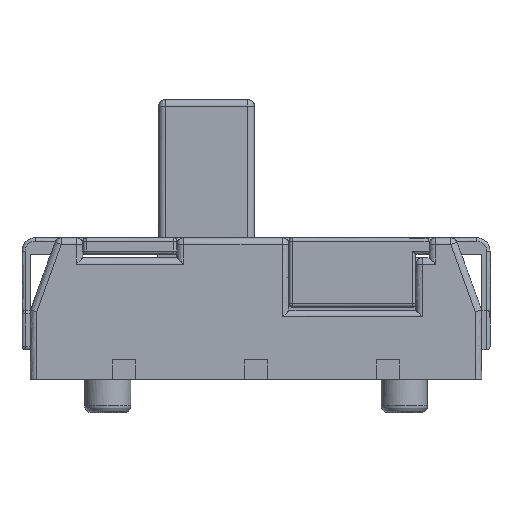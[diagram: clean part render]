
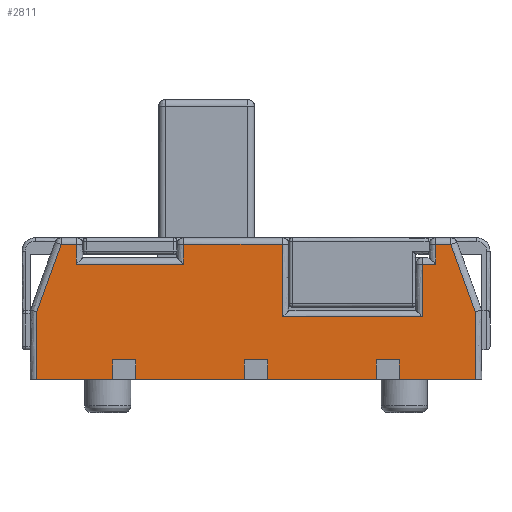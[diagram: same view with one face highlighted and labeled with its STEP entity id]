
A CAD part, front view. The second image highlights one B-rep face of the part: STEP entity #2811.
In plain terms, the highlighted free-form (B-spline) face has degree [1, 1] with [2, 2] control points.
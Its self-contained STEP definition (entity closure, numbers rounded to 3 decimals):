
#100 = VERTEX_POINT('',#101);
#101 = CARTESIAN_POINT('',(-4.067,-2.753,2.822
    ));
#203 = VERTEX_POINT('',#204);
#204 = CARTESIAN_POINT('',(-3.751,-2.753,2.822
    ));
#268 = EDGE_CURVE('',#100,#203,#269,.T.);
#269 = B_SPLINE_CURVE_WITH_KNOTS('',1,(#270,#271),.UNSPECIFIED.,.F.,.F.,
  (2,2),(-1.242,-1.013),.PIECEWISE_BEZIER_KNOTS.);
#270 = CARTESIAN_POINT('',(-4.067,-2.753,2.822
    ));
#271 = CARTESIAN_POINT('',(-3.751,-2.753,2.822
    ));
#381 = EDGE_CURVE('',#203,#382,#384,.T.);
#382 = VERTEX_POINT('',#383);
#383 = CARTESIAN_POINT('',(-3.751,-2.753,
    2.409));
#384 = B_SPLINE_CURVE_WITH_KNOTS('',1,(#385,#386),.UNSPECIFIED.,.F.,.F.,
  (2,2),(-0.975,-0.675),.PIECEWISE_BEZIER_KNOTS.);
#385 = CARTESIAN_POINT('',(-3.751,-2.753,2.822
    ));
#386 = CARTESIAN_POINT('',(-3.751,-2.753,
    2.409));
#565 = VERTEX_POINT('',#566);
#566 = CARTESIAN_POINT('',(-1.514,-2.753,2.822
    ));
#602 = VERTEX_POINT('',#603);
#603 = CARTESIAN_POINT('',(0.551,-2.753,2.822)
  );
#681 = EDGE_CURVE('',#602,#682,#684,.T.);
#682 = VERTEX_POINT('',#683);
#683 = CARTESIAN_POINT('',(0.551,-2.753,1.308
    ));
#684 = B_SPLINE_CURVE_WITH_KNOTS('',1,(#685,#686),.UNSPECIFIED.,.F.,.F.,
  (2,2),(-0.975,0.125),.PIECEWISE_BEZIER_KNOTS.);
#685 = CARTESIAN_POINT('',(0.551,-2.753,2.822)
  );
#686 = CARTESIAN_POINT('',(0.551,-2.753,1.308
    ));
#836 = VERTEX_POINT('',#837);
#837 = CARTESIAN_POINT('',(3.475,-2.753,2.409
    ));
#862 = EDGE_CURVE('',#863,#836,#865,.T.);
#863 = VERTEX_POINT('',#864);
#864 = CARTESIAN_POINT('',(3.475,-2.753,1.308
    ));
#865 = B_SPLINE_CURVE_WITH_KNOTS('',1,(#866,#867),.UNSPECIFIED.,.F.,.F.,
  (2,2),(-0.125,0.675),.PIECEWISE_BEZIER_KNOTS.);
#866 = CARTESIAN_POINT('',(3.475,-2.753,1.308
    ));
#867 = CARTESIAN_POINT('',(3.475,-2.753,2.409
    ));
#964 = VERTEX_POINT('',#965);
#965 = CARTESIAN_POINT('',(3.751,-2.753,2.822)
  );
#1001 = VERTEX_POINT('',#1002);
#1002 = CARTESIAN_POINT('',(4.067,-2.753,2.822
    ));
#1043 = EDGE_CURVE('',#1001,#1044,#1046,.T.);
#1044 = VERTEX_POINT('',#1045);
#1045 = CARTESIAN_POINT('',(4.576,-2.753,1.421
    ));
#1046 = B_SPLINE_CURVE_WITH_KNOTS('',1,(#1047,#1048),.UNSPECIFIED.,.F.,
  .F.,(2,2),(0.162,1.245),.PIECEWISE_BEZIER_KNOTS.);
#1047 = CARTESIAN_POINT('',(4.067,-2.753,2.822
    ));
#1048 = CARTESIAN_POINT('',(4.576,-2.753,1.421
    ));
#1586 = EDGE_CURVE('',#964,#1001,#1587,.T.);
#1587 = B_SPLINE_CURVE_WITH_KNOTS('',1,(#1588,#1589),.UNSPECIFIED.,.F.,
  .F.,(2,2),(4.438,4.667),.PIECEWISE_BEZIER_KNOTS.);
#1588 = CARTESIAN_POINT('',(3.751,-2.753,2.822
    ));
#1589 = CARTESIAN_POINT('',(4.067,-2.753,2.822
    ));
#1623 = EDGE_CURVE('',#1624,#964,#1626,.T.);
#1624 = VERTEX_POINT('',#1625);
#1625 = CARTESIAN_POINT('',(3.751,-2.753,
    2.409));
#1626 = B_SPLINE_CURVE_WITH_KNOTS('',1,(#1627,#1628),.UNSPECIFIED.,.F.,
  .F.,(2,2),(0.675,0.975),.PIECEWISE_BEZIER_KNOTS.);
#1627 = CARTESIAN_POINT('',(3.751,-2.753,
    2.409));
#1628 = CARTESIAN_POINT('',(3.751,-2.753,2.822
    ));
#1654 = EDGE_CURVE('',#1044,#1655,#1657,.T.);
#1655 = VERTEX_POINT('',#1656);
#1656 = CARTESIAN_POINT('',(4.576,-2.753,0.));
#1657 = B_SPLINE_CURVE_WITH_KNOTS('',1,(#1658,#1659),.UNSPECIFIED.,.F.,
  .F.,(2,2),(-1.032,0.),.PIECEWISE_BEZIER_KNOTS.);
#1658 = CARTESIAN_POINT('',(4.576,-2.753,1.421
    ));
#1659 = CARTESIAN_POINT('',(4.576,-2.753,0.));
#1722 = EDGE_CURVE('',#836,#1624,#1723,.T.);
#1723 = B_SPLINE_CURVE_WITH_KNOTS('',1,(#1724,#1725),.UNSPECIFIED.,.F.,
  .F.,(2,2),(4.238,4.438),.PIECEWISE_BEZIER_KNOTS.);
#1724 = CARTESIAN_POINT('',(3.475,-2.753,
    2.409));
#1725 = CARTESIAN_POINT('',(3.751,-2.753,
    2.409));
#1791 = EDGE_CURVE('',#682,#863,#1792,.T.);
#1792 = B_SPLINE_CURVE_WITH_KNOTS('',1,(#1793,#1794),.UNSPECIFIED.,.F.,
  .F.,(2,2),(1.381,3.506),.PIECEWISE_BEZIER_KNOTS.);
#1793 = CARTESIAN_POINT('',(0.551,-2.753,
    1.308));
#1794 = CARTESIAN_POINT('',(3.475,-2.753,
    1.308));
#1926 = EDGE_CURVE('',#565,#602,#1927,.T.);
#1927 = B_SPLINE_CURVE_WITH_KNOTS('',1,(#1928,#1929),.UNSPECIFIED.,.F.,
  .F.,(2,2),(0.613,2.112),.PIECEWISE_BEZIER_KNOTS.);
#1928 = CARTESIAN_POINT('',(-1.514,-2.753,
    2.822));
#1929 = CARTESIAN_POINT('',(0.551,-2.753,2.822
    ));
#1994 = EDGE_CURVE('',#1995,#565,#1997,.T.);
#1995 = VERTEX_POINT('',#1996);
#1996 = CARTESIAN_POINT('',(-1.514,-2.753,
    2.409));
#1997 = B_SPLINE_CURVE_WITH_KNOTS('',1,(#1998,#1999),.UNSPECIFIED.,.F.,
  .F.,(2,2),(0.675,0.975),.PIECEWISE_BEZIER_KNOTS.);
#1998 = CARTESIAN_POINT('',(-1.514,-2.753,
    2.409));
#1999 = CARTESIAN_POINT('',(-1.514,-2.753,
    2.822));
#2078 = EDGE_CURVE('',#382,#1995,#2079,.T.);
#2079 = B_SPLINE_CURVE_WITH_KNOTS('',1,(#2080,#2081),.UNSPECIFIED.,.F.,
  .F.,(2,2),(-1.013,0.613),.PIECEWISE_BEZIER_KNOTS.);
#2080 = CARTESIAN_POINT('',(-3.751,-2.753,
    2.409));
#2081 = CARTESIAN_POINT('',(-1.514,-2.753,
    2.409));
#2214 = EDGE_CURVE('',#2215,#100,#2217,.T.);
#2215 = VERTEX_POINT('',#2216);
#2216 = CARTESIAN_POINT('',(-4.576,-2.753,
    1.421));
#2217 = B_SPLINE_CURVE_WITH_KNOTS('',1,(#2218,#2219),.UNSPECIFIED.,.F.,
  .F.,(2,2),(0.511,1.594),.PIECEWISE_BEZIER_KNOTS.);
#2218 = CARTESIAN_POINT('',(-4.576,-2.753,
    1.421));
#2219 = CARTESIAN_POINT('',(-4.067,-2.753,
    2.822));
#2275 = VERTEX_POINT('',#2276);
#2276 = CARTESIAN_POINT('',(-4.576,-2.753,0.));
#2282 = EDGE_CURVE('',#2275,#2215,#2283,.T.);
#2283 = B_SPLINE_CURVE_WITH_KNOTS('',1,(#2284,#2285),.UNSPECIFIED.,.F.,
  .F.,(2,2),(0.,1.032),.PIECEWISE_BEZIER_KNOTS.);
#2284 = CARTESIAN_POINT('',(-4.576,-2.753,0.));
#2285 = CARTESIAN_POINT('',(-4.576,-2.753,
    1.421));
#2811 = ADVANCED_FACE('',(#2812),#2834,.T.);
#2812 = FACE_BOUND('',#2813,.T.);
#2813 = EDGE_LOOP('',(#2814,#2815,#2820,#2821,#2822,#2823,#2824,#2825,
    #2826,#2827,#2828,#2829,#2830,#2831,#2832,#2833));
#2814 = ORIENTED_EDGE('',*,*,#2282,.F.);
#2815 = ORIENTED_EDGE('',*,*,#2816,.T.);
#2816 = EDGE_CURVE('',#2275,#1655,#2817,.T.);
#2817 = B_SPLINE_CURVE_WITH_KNOTS('',1,(#2818,#2819),.UNSPECIFIED.,.F.,
  .F.,(2,2),(-0.9,5.75),.PIECEWISE_BEZIER_KNOTS.);
#2818 = CARTESIAN_POINT('',(-4.576,-2.753,0.));
#2819 = CARTESIAN_POINT('',(4.576,-2.753,0.));
#2820 = ORIENTED_EDGE('',*,*,#1654,.F.);
#2821 = ORIENTED_EDGE('',*,*,#1043,.F.);
#2822 = ORIENTED_EDGE('',*,*,#1586,.F.);
#2823 = ORIENTED_EDGE('',*,*,#1623,.F.);
#2824 = ORIENTED_EDGE('',*,*,#1722,.F.);
#2825 = ORIENTED_EDGE('',*,*,#862,.F.);
#2826 = ORIENTED_EDGE('',*,*,#1791,.F.);
#2827 = ORIENTED_EDGE('',*,*,#681,.F.);
#2828 = ORIENTED_EDGE('',*,*,#1926,.F.);
#2829 = ORIENTED_EDGE('',*,*,#1994,.F.);
#2830 = ORIENTED_EDGE('',*,*,#2078,.F.);
#2831 = ORIENTED_EDGE('',*,*,#381,.F.);
#2832 = ORIENTED_EDGE('',*,*,#268,.F.);
#2833 = ORIENTED_EDGE('',*,*,#2214,.F.);
#2834 = B_SPLINE_SURFACE_WITH_KNOTS('',1,1,(
    (#2835,#2836)
    ,(#2837,#2838
  )),.UNSPECIFIED.,.F.,.F.,.F.,(2,2),(2,2),(0.1,6.75),(0.,2.05),
  .PIECEWISE_BEZIER_KNOTS.);
#2835 = CARTESIAN_POINT('',(-4.576,-2.753,0.));
#2836 = CARTESIAN_POINT('',(-4.576,-2.753,
    2.822));
#2837 = CARTESIAN_POINT('',(4.576,-2.753,0.));
#2838 = CARTESIAN_POINT('',(4.576,-2.753,2.822
    ));
